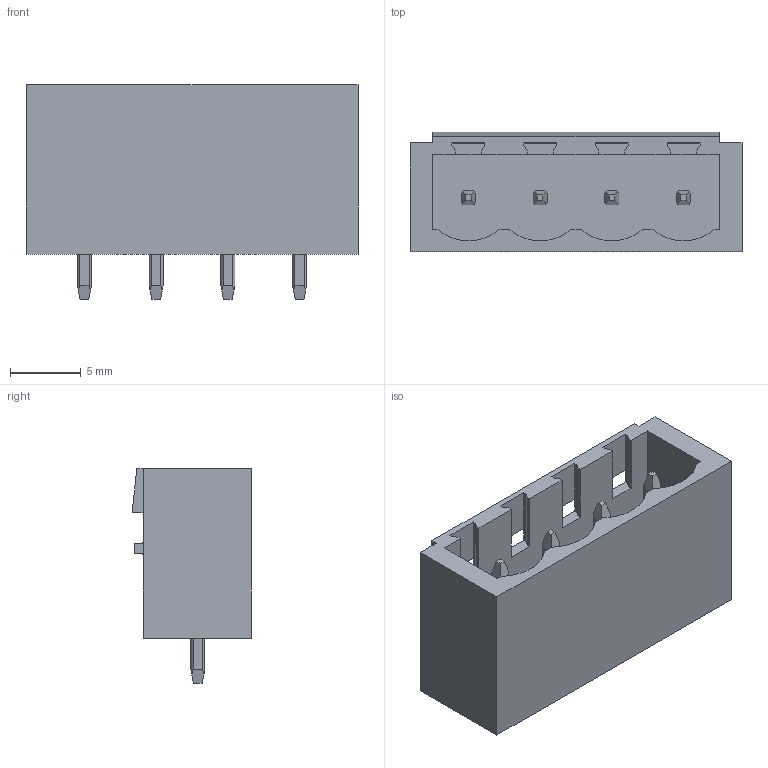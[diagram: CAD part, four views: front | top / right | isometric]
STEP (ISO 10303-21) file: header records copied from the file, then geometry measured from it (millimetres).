
FILE_DESCRIPTION(('CATIA V5 STEP Exchange','CAx-IF Rec.Pracs.--- Model Styling and Organization---1.2---2011-12-15'),'2;1');
FILE_NAME ('D1449167_0', '2018-10-27T09:20:41+00:00', ('none'), ('Weidmueller'), 'CATIA Version 5-6 Release 2014', 'CATIA V5 STEP AP214', 'none');
FILE_SCHEMA(('AUTOMOTIVE_DESIGN { 1 0 10303 214 1 1 1 1 }'));
Length unit declared in the file: millimetre
Products named in the file (1): 1148700000
Bounding box: 23.52 x 8.43 x 15.2 mm (x, y, z)
Volume: 1220.7 mm3; surface area: 1878.8 mm2
Topology: 5 solids, 5 shells, 167 faces, 490 edges, 327 vertices
Faces by surface type: plane 129, cylinder 38
Entity records: 5236 total; most frequent: CARTESIAN_POINT 1152, ORIENTED_EDGE 980, DIRECTION 614, EDGE_CURVE 490, VECTOR 350, LINE 350, VERTEX_POINT 327, EDGE_LOOP 177
